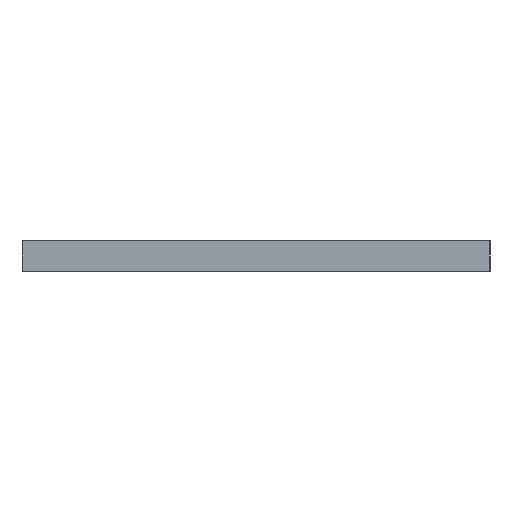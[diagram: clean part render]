
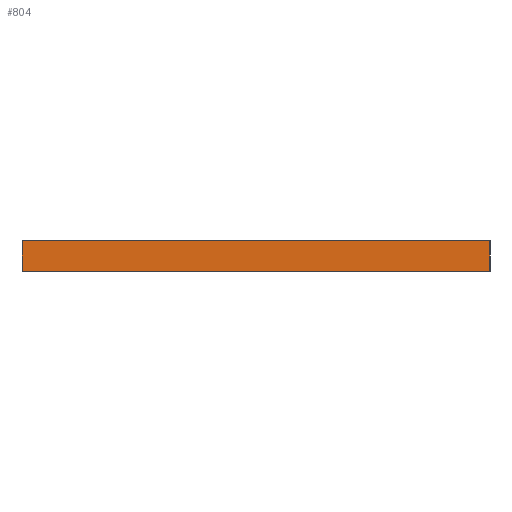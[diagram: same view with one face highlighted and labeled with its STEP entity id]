
A CAD part, left-side view. The second image highlights one B-rep face of the part: STEP entity #804.
In plain terms, the highlighted planar face has unit normal (-1, 0, 0).
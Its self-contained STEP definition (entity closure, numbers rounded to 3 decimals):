
#48 = DIRECTION ( 'NONE',  ( 0., 0., -1. ) ) ;
#64 = EDGE_CURVE ( 'NONE', #702, #1148, #763, .T. ) ;
#93 = ORIENTED_EDGE ( 'NONE', *, *, #585, .F. ) ;
#184 = CARTESIAN_POINT ( 'NONE',  ( 0., 0., 0. ) ) ;
#200 = DIRECTION ( 'NONE',  ( 0., -1., 0. ) ) ;
#256 = DIRECTION ( 'NONE',  ( 0., 0., -1. ) ) ;
#271 = VERTEX_POINT ( 'NONE', #330 ) ;
#326 = LINE ( 'NONE', #1198, #520 ) ;
#330 = CARTESIAN_POINT ( 'NONE',  ( 0., -75.591, 0. ) ) ;
#371 = PLANE ( 'NONE',  #566 ) ;
#372 = EDGE_CURVE ( 'NONE', #1148, #271, #326, .T. ) ;
#381 = CARTESIAN_POINT ( 'NONE',  ( 0., -75.591, 5. ) ) ;
#400 = VERTEX_POINT ( 'NONE', #1078 ) ;
#458 = VECTOR ( 'NONE', #621, 1000. ) ;
#495 = DIRECTION ( 'NONE',  ( 1., 0., 0. ) ) ;
#520 = VECTOR ( 'NONE', #200, 1000. ) ;
#566 = AXIS2_PLACEMENT_3D ( 'NONE', #1073, #495, #256 ) ;
#585 = EDGE_CURVE ( 'NONE', #702, #400, #792, .T. ) ;
#621 = DIRECTION ( 'NONE',  ( 0., -1., 0. ) ) ;
#638 = ORIENTED_EDGE ( 'NONE', *, *, #64, .T. ) ;
#672 = EDGE_CURVE ( 'NONE', #400, #271, #888, .T. ) ;
#702 = VERTEX_POINT ( 'NONE', #711 ) ;
#711 = CARTESIAN_POINT ( 'NONE',  ( 0., 0., 5. ) ) ;
#763 = LINE ( 'NONE', #933, #984 ) ;
#792 = LINE ( 'NONE', #1043, #458 ) ;
#804 = ADVANCED_FACE ( 'NONE', ( #1228 ), #371, .F. ) ;
#888 = LINE ( 'NONE', #381, #1236 ) ;
#933 = CARTESIAN_POINT ( 'NONE',  ( 0., 0., 5. ) ) ;
#984 = VECTOR ( 'NONE', #1208, 1000. ) ;
#1043 = CARTESIAN_POINT ( 'NONE',  ( 0., 0., 5. ) ) ;
#1073 = CARTESIAN_POINT ( 'NONE',  ( 0., 0., 5. ) ) ;
#1078 = CARTESIAN_POINT ( 'NONE',  ( 0., -75.591, 5. ) ) ;
#1096 = EDGE_LOOP ( 'NONE', ( #1199, #1114, #93, #638 ) ) ;
#1114 = ORIENTED_EDGE ( 'NONE', *, *, #672, .F. ) ;
#1148 = VERTEX_POINT ( 'NONE', #184 ) ;
#1198 = CARTESIAN_POINT ( 'NONE',  ( 0., 0., 0. ) ) ;
#1199 = ORIENTED_EDGE ( 'NONE', *, *, #372, .T. ) ;
#1208 = DIRECTION ( 'NONE',  ( 0., 0., -1. ) ) ;
#1228 = FACE_OUTER_BOUND ( 'NONE', #1096, .T. ) ;
#1236 = VECTOR ( 'NONE', #48, 1000. ) ;
